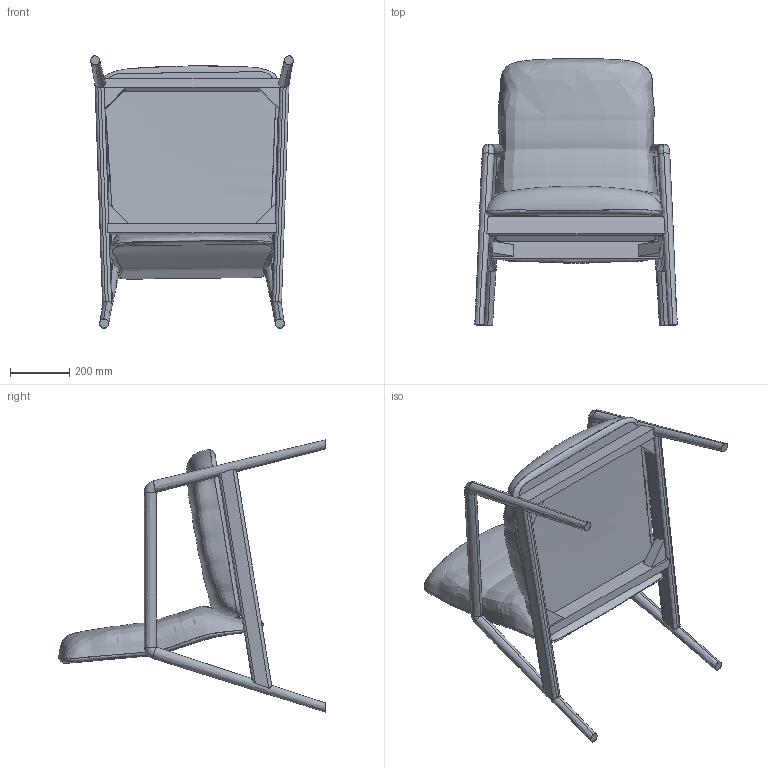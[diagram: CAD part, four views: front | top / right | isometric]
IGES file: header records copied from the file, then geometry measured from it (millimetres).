
Start section: SolidWorks IGES file using analytic representation for surfaces
Global section: file name: Carnaby_v1.IGS; native system: SolidWorks 2016; preprocessor: SolidWorks 2016; author: serena.trevisiol; date: 160526.155236; units: millimetre
Bounding box: 684.7 x 901.25 x 919.98 mm (x, y, z)
Surface area: 2574439.4 mm2 (no closed solid volume)
Topology: 0 solids, 0 shells, 103 faces, 2401 edges, 2401 vertices
Faces by surface type: bspline 103
